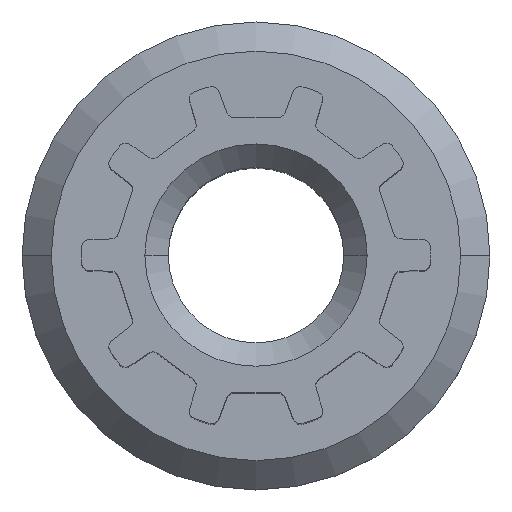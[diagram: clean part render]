
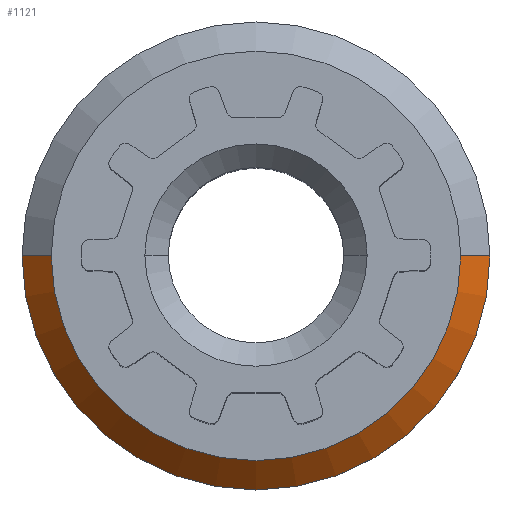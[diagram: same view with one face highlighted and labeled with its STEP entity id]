
A CAD part, top view. The second image highlights one B-rep face of the part: STEP entity #1121.
In plain terms, the highlighted conical face has half-angle 45 degrees and reference radius 4 mm.
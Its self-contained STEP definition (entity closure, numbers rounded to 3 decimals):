
#404 = AXIS2_PLACEMENT_3D ( 'NONE', #633, #631, #630 ) ;
#405 = AXIS2_PLACEMENT_3D ( 'NONE', #622, #621, #620 ) ;
#589 = AXIS2_PLACEMENT_3D ( 'NONE', #2016, #2017, #2015 ) ;
#620 = DIRECTION ( 'NONE',  ( 1., 0., 0. ) ) ;
#621 = DIRECTION ( 'NONE',  ( 0., 0., 1. ) ) ;
#622 = CARTESIAN_POINT ( 'NONE',  ( 0., 0., -4. ) ) ;
#630 = DIRECTION ( 'NONE',  ( 1., 0., 0. ) ) ;
#631 = DIRECTION ( 'NONE',  ( 0., 0., 1. ) ) ;
#633 = CARTESIAN_POINT ( 'NONE',  ( 0., 0., -4.5 ) ) ;
#829 = EDGE_CURVE ( 'NONE', #2476, #2478, #2747, .T. ) ;
#830 = EDGE_CURVE ( 'NONE', #2449, #2454, #2748, .T. ) ;
#861 = EDGE_CURVE ( 'NONE', #2449, #2476, #2796, .T. ) ;
#864 = EDGE_CURVE ( 'NONE', #2454, #2478, #2800, .T. ) ;
#1121 = ADVANCED_FACE ( 'NONE', ( #2416 ), #2432, .T. ) ;
#1630 = ORIENTED_EDGE ( 'NONE', *, *, #864, .F. ) ;
#1631 = ORIENTED_EDGE ( 'NONE', *, *, #830, .F. ) ;
#1632 = ORIENTED_EDGE ( 'NONE', *, *, #861, .T. ) ;
#1633 = ORIENTED_EDGE ( 'NONE', *, *, #829, .T. ) ;
#2015 = DIRECTION ( 'NONE',  ( -1., 0., 0. ) ) ;
#2016 = CARTESIAN_POINT ( 'NONE',  ( 0., 0., -4.5 ) ) ;
#2017 = DIRECTION ( 'NONE',  ( 0., 0., -1. ) ) ;
#2045 = CARTESIAN_POINT ( 'NONE',  ( -3.5, 0., -4. ) ) ;
#2050 = CARTESIAN_POINT ( 'NONE',  ( 3.5, 0., -4. ) ) ;
#2072 = CARTESIAN_POINT ( 'NONE',  ( -4., 0., -4.5 ) ) ;
#2074 = CARTESIAN_POINT ( 'NONE',  ( 4., 0., -4.5 ) ) ;
#2416 = FACE_OUTER_BOUND ( 'NONE', #3124, .T. ) ;
#2432 = CONICAL_SURFACE ( 'NONE', #589, 4., 0.785 ) ;
#2449 = VERTEX_POINT ( 'NONE', #2045 ) ;
#2454 = VERTEX_POINT ( 'NONE', #2050 ) ;
#2476 = VERTEX_POINT ( 'NONE', #2072 ) ;
#2478 = VERTEX_POINT ( 'NONE', #2074 ) ;
#2747 = CIRCLE ( 'NONE', #404, 4. ) ;
#2748 = CIRCLE ( 'NONE', #405, 3.5 ) ;
#2796 = LINE ( 'NONE', #3055, #2799 ) ;
#2799 = VECTOR ( 'NONE', #3054, 1000. ) ;
#2800 = LINE ( 'NONE', #3044, #2803 ) ;
#2803 = VECTOR ( 'NONE', #3051, 1000. ) ;
#3044 = CARTESIAN_POINT ( 'NONE',  ( 4., 0., -4.5 ) ) ;
#3051 = DIRECTION ( 'NONE',  ( 0.707, 0., -0.707 ) ) ;
#3054 = DIRECTION ( 'NONE',  ( -0.707, 0., -0.707 ) ) ;
#3055 = CARTESIAN_POINT ( 'NONE',  ( -4., 0., -4.5 ) ) ;
#3124 = EDGE_LOOP ( 'NONE', ( #1630, #1631, #1632, #1633 ) ) ;
